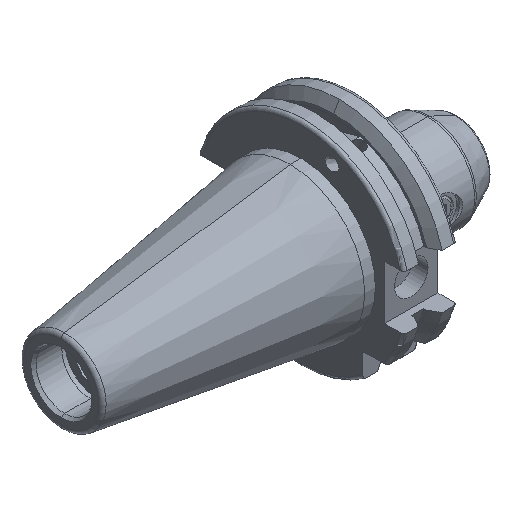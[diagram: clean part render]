
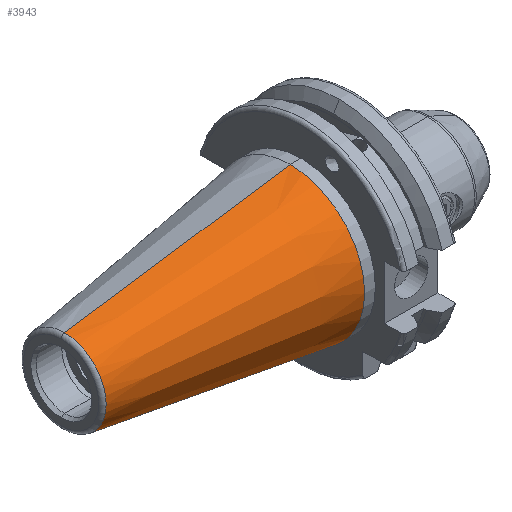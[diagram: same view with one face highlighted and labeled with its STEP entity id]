
A CAD part, isometric view. The second image highlights one B-rep face of the part: STEP entity #3943.
In plain terms, the highlighted conical face has half-angle 8.297 degrees and reference radius 22.225 mm.
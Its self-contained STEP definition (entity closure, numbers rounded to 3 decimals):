
#1819 = DIRECTION ( 'NONE',  ( 0.99, 0., 0.144 ) ) ;
#1895 = VECTOR ( 'NONE', #1819, 1000. ) ;
#1896 = CARTESIAN_POINT ( 'NONE',  ( 0., 0., 22.225 ) ) ;
#1897 = LINE ( 'NONE', #1896, #1895 ) ;
#1956 = CARTESIAN_POINT ( 'NONE',  ( 0., 0., 0. ) ) ;
#1957 = AXIS2_PLACEMENT_3D ( 'NONE', #1956, #1968, #1967 ) ;
#1958 = CONICAL_SURFACE ( 'NONE', #1957, 22.225, 0.145 ) ;
#1961 = DIRECTION ( 'NONE',  ( 0.99, 0., -0.144 ) ) ;
#1962 = VECTOR ( 'NONE', #1961, 1000. ) ;
#1963 = CARTESIAN_POINT ( 'NONE',  ( 0., 0., -22.225 ) ) ;
#1964 = LINE ( 'NONE', #1963, #1962 ) ;
#1967 = DIRECTION ( 'NONE',  ( 0., 0., 1. ) ) ;
#1968 = DIRECTION ( 'NONE',  ( 1., 0., 0. ) ) ;
#1969 = CARTESIAN_POINT ( 'NONE',  ( 0., 0., -22.225 ) ) ;
#1971 = FACE_OUTER_BOUND ( 'NONE', #3911, .T. ) ;
#1973 = CARTESIAN_POINT ( 'NONE',  ( 0., 0., 22.225 ) ) ;
#2568 = CIRCLE ( 'NONE', #2576, 12.4 ) ;
#2570 = CARTESIAN_POINT ( 'NONE',  ( -67.373, 0., 12.4 ) ) ;
#2573 = DIRECTION ( 'NONE',  ( 0., 0., -1. ) ) ;
#2574 = DIRECTION ( 'NONE',  ( -1., 0., 0. ) ) ;
#2575 = CARTESIAN_POINT ( 'NONE',  ( -67.373, 0., 0. ) ) ;
#2576 = AXIS2_PLACEMENT_3D ( 'NONE', #2575, #2574, #2573 ) ;
#2580 = CARTESIAN_POINT ( 'NONE',  ( 0., 0., 0. ) ) ;
#2630 = DIRECTION ( 'NONE',  ( 0., 0., -1. ) ) ;
#2631 = DIRECTION ( 'NONE',  ( -1., 0., 0. ) ) ;
#2632 = AXIS2_PLACEMENT_3D ( 'NONE', #2580, #2631, #2630 ) ;
#2633 = CIRCLE ( 'NONE', #2632, 22.225 ) ;
#2647 = CARTESIAN_POINT ( 'NONE',  ( -67.373, 0., -12.4 ) ) ;
#3910 = EDGE_CURVE ( 'NONE', #3936, #3939, #2633, .T. ) ;
#3911 = EDGE_LOOP ( 'NONE', ( #3926, #3942, #3959, #3946 ) ) ;
#3912 = VERTEX_POINT ( 'NONE', #2570 ) ;
#3914 = EDGE_CURVE ( 'NONE', #3927, #3912, #2568, .T. ) ;
#3926 = ORIENTED_EDGE ( 'NONE', *, *, #3914, .F. ) ;
#3927 = VERTEX_POINT ( 'NONE', #2647 ) ;
#3936 = VERTEX_POINT ( 'NONE', #1969 ) ;
#3939 = VERTEX_POINT ( 'NONE', #1973 ) ;
#3942 = ORIENTED_EDGE ( 'NONE', *, *, #3949, .T. ) ;
#3943 = ADVANCED_FACE ( 'NONE', ( #1971 ), #1958, .T. ) ;
#3946 = ORIENTED_EDGE ( 'NONE', *, *, #3961, .F. ) ;
#3949 = EDGE_CURVE ( 'NONE', #3927, #3936, #1964, .T. ) ;
#3959 = ORIENTED_EDGE ( 'NONE', *, *, #3910, .T. ) ;
#3961 = EDGE_CURVE ( 'NONE', #3912, #3939, #1897, .T. ) ;
